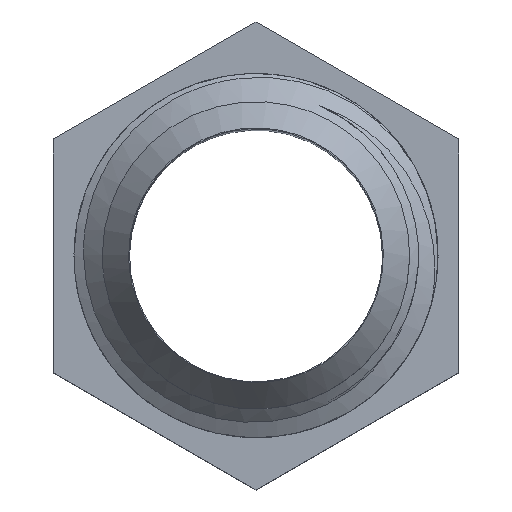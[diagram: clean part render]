
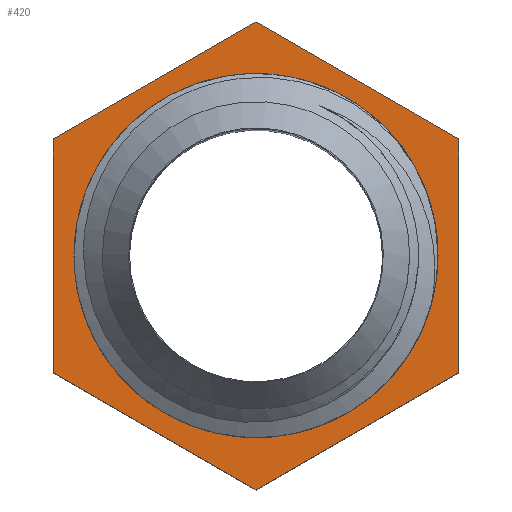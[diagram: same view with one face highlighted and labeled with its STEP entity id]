
A CAD part, top view. The second image highlights one B-rep face of the part: STEP entity #420.
In plain terms, the highlighted free-form (B-spline) face has degree [1, 1] with [2, 2] control points.
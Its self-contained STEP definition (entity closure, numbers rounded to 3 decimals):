
#420 = ADVANCED_FACE('',(#421,#435),#479,.T.);
#421 = FACE_BOUND('',#422,.T.);
#422 = EDGE_LOOP('',(#423));
#423 = ORIENTED_EDGE('',*,*,#424,.T.);
#424 = EDGE_CURVE('',#425,#425,#427,.T.);
#425 = VERTEX_POINT('',#426);
#426 = CARTESIAN_POINT('',(-7.429,0.,2.898));
#427 = ( BOUNDED_CURVE() B_SPLINE_CURVE(2,(#428,#429,#430,#431,#432,#433
,#434),.UNSPECIFIED.,.T.,.F.) B_SPLINE_CURVE_WITH_KNOTS((1,2,2,2,2,1),(
    -2.094,0.,2.094,4.189,6.283,
8.378),.UNSPECIFIED.) CURVE() GEOMETRIC_REPRESENTATION_ITEM() 
RATIONAL_B_SPLINE_CURVE((1.,0.5,1.,0.5,1.,0.5,1.)) REPRESENTATION_ITEM(
  '') );
#428 = CARTESIAN_POINT('',(-7.429,0.,2.898));
#429 = CARTESIAN_POINT('',(-7.429,12.868,2.898
    ));
#430 = CARTESIAN_POINT('',(3.715,6.434,2.898)
  );
#431 = CARTESIAN_POINT('',(14.858,0.,
    2.898));
#432 = CARTESIAN_POINT('',(3.715,-6.434,2.898
    ));
#433 = CARTESIAN_POINT('',(-7.429,-12.868,2.898
    ));
#434 = CARTESIAN_POINT('',(-7.429,0.,2.898));
#435 = FACE_BOUND('',#436,.T.);
#436 = EDGE_LOOP('',(#437,#446,#453,#460,#467,#474));
#437 = ORIENTED_EDGE('',*,*,#438,.T.);
#438 = EDGE_CURVE('',#439,#441,#443,.T.);
#439 = VERTEX_POINT('',#440);
#440 = CARTESIAN_POINT('',(9.216,5.321,2.898)
  );
#441 = VERTEX_POINT('',#442);
#442 = CARTESIAN_POINT('',(0.,10.641,
    2.898));
#443 = B_SPLINE_CURVE_WITH_KNOTS('',1,(#444,#445),.UNSPECIFIED.,.F.,.F.,
  (2,2),(0.,9.18),.PIECEWISE_BEZIER_KNOTS.);
#444 = CARTESIAN_POINT('',(9.216,5.321,2.898)
  );
#445 = CARTESIAN_POINT('',(0.,10.641,
    2.898));
#446 = ORIENTED_EDGE('',*,*,#447,.T.);
#447 = EDGE_CURVE('',#441,#448,#450,.T.);
#448 = VERTEX_POINT('',#449);
#449 = CARTESIAN_POINT('',(-9.216,5.321,2.898
    ));
#450 = B_SPLINE_CURVE_WITH_KNOTS('',1,(#451,#452),.UNSPECIFIED.,.F.,.F.,
  (2,2),(0.,9.18),.PIECEWISE_BEZIER_KNOTS.);
#451 = CARTESIAN_POINT('',(0.,10.641,
    2.898));
#452 = CARTESIAN_POINT('',(-9.216,5.321,2.898
    ));
#453 = ORIENTED_EDGE('',*,*,#454,.T.);
#454 = EDGE_CURVE('',#448,#455,#457,.T.);
#455 = VERTEX_POINT('',#456);
#456 = CARTESIAN_POINT('',(-9.216,-5.321,
    2.898));
#457 = B_SPLINE_CURVE_WITH_KNOTS('',1,(#458,#459),.UNSPECIFIED.,.F.,.F.,
  (2,2),(0.,9.18),.PIECEWISE_BEZIER_KNOTS.);
#458 = CARTESIAN_POINT('',(-9.216,5.321,2.898
    ));
#459 = CARTESIAN_POINT('',(-9.216,-5.321,
    2.898));
#460 = ORIENTED_EDGE('',*,*,#461,.T.);
#461 = EDGE_CURVE('',#455,#462,#464,.T.);
#462 = VERTEX_POINT('',#463);
#463 = CARTESIAN_POINT('',(0.,-10.641,
    2.898));
#464 = B_SPLINE_CURVE_WITH_KNOTS('',1,(#465,#466),.UNSPECIFIED.,.F.,.F.,
  (2,2),(0.,9.18),.PIECEWISE_BEZIER_KNOTS.);
#465 = CARTESIAN_POINT('',(-9.216,-5.321,
    2.898));
#466 = CARTESIAN_POINT('',(0.,-10.641,
    2.898));
#467 = ORIENTED_EDGE('',*,*,#468,.T.);
#468 = EDGE_CURVE('',#462,#469,#471,.T.);
#469 = VERTEX_POINT('',#470);
#470 = CARTESIAN_POINT('',(9.216,-5.321,2.898
    ));
#471 = B_SPLINE_CURVE_WITH_KNOTS('',1,(#472,#473),.UNSPECIFIED.,.F.,.F.,
  (2,2),(0.,9.18),.PIECEWISE_BEZIER_KNOTS.);
#472 = CARTESIAN_POINT('',(0.,-10.641,
    2.898));
#473 = CARTESIAN_POINT('',(9.216,-5.321,2.898
    ));
#474 = ORIENTED_EDGE('',*,*,#475,.T.);
#475 = EDGE_CURVE('',#469,#439,#476,.T.);
#476 = B_SPLINE_CURVE_WITH_KNOTS('',1,(#477,#478),.UNSPECIFIED.,.F.,.F.,
  (2,2),(0.,9.18),.PIECEWISE_BEZIER_KNOTS.);
#477 = CARTESIAN_POINT('',(9.216,-5.321,2.898
    ));
#478 = CARTESIAN_POINT('',(9.216,5.321,2.898)
  );
#479 = B_SPLINE_SURFACE_WITH_KNOTS('',1,1,(
    (#480,#481)
    ,(#482,#483
    )),.UNSPECIFIED.,.F.,.F.,.F.,(2,2),(2,2),(-7.95,7.95),(
    -15.589,2.771),.PIECEWISE_BEZIER_KNOTS.);
#480 = CARTESIAN_POINT('',(-9.216,-10.641,
    2.898));
#481 = CARTESIAN_POINT('',(-9.216,10.641,
    2.898));
#482 = CARTESIAN_POINT('',(9.216,-10.641,2.898
    ));
#483 = CARTESIAN_POINT('',(9.216,10.641,2.898
    ));
